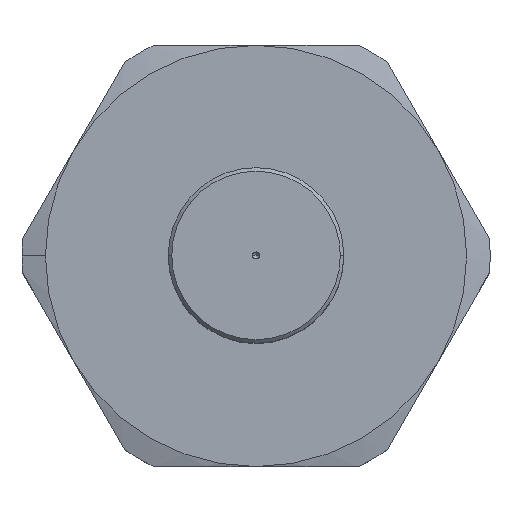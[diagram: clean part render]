
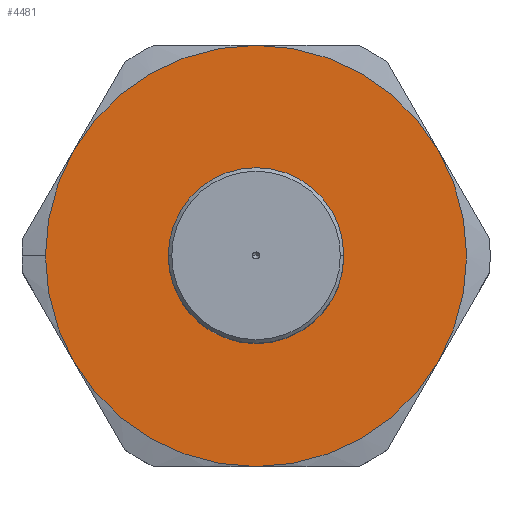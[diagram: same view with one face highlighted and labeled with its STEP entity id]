
A CAD part, top view. The second image highlights one B-rep face of the part: STEP entity #4481.
In plain terms, the highlighted planar face has unit normal (0, 0, 1).
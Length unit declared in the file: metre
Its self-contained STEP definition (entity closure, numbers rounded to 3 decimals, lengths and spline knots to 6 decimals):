
#102 = DIRECTION ( 'NONE',  ( -1., 0., 0. ) ) ;
#428 = PLANE ( 'NONE',  #11526 ) ;
#855 = ORIENTED_EDGE ( 'NONE', *, *, #10569, .F. ) ;
#866 = AXIS2_PLACEMENT_3D ( 'NONE', #3320, #10454, #4343 ) ;
#1073 = AXIS2_PLACEMENT_3D ( 'NONE', #4359, #11492, #5384 ) ;
#1251 = CARTESIAN_POINT ( 'NONE',  ( 0.0036, 0., -0.012 ) ) ;
#1332 = VERTEX_POINT ( 'NONE', #7253 ) ;
#1438 = DIRECTION ( 'NONE',  ( 1., 0., 0. ) ) ;
#1544 = ORIENTED_EDGE ( 'NONE', *, *, #1790, .T. ) ;
#1790 = EDGE_CURVE ( 'NONE', #9397, #2719, #6395, .T. ) ;
#1940 = ORIENTED_EDGE ( 'NONE', *, *, #11937, .F. ) ;
#2061 = VERTEX_POINT ( 'NONE', #11202 ) ;
#2360 = DIRECTION ( 'NONE',  ( 0., 0., -1. ) ) ;
#2719 = VERTEX_POINT ( 'NONE', #1251 ) ;
#2843 = CIRCLE ( 'NONE', #1073, 0.009 ) ;
#2885 = CARTESIAN_POINT ( 'NONE',  ( 0.007794, 0.0045, -0.012 ) ) ;
#3291 = DIRECTION ( 'NONE',  ( 0., 0., -1. ) ) ;
#3303 = CARTESIAN_POINT ( 'NONE',  ( 0., 0.009, -0.012 ) ) ;
#3320 = CARTESIAN_POINT ( 'NONE',  ( 0., 0., -0.012 ) ) ;
#3467 = CIRCLE ( 'NONE', #10737, 0.009 ) ;
#3850 = AXIS2_PLACEMENT_3D ( 'NONE', #4913, #12031, #5953 ) ;
#4060 = AXIS2_PLACEMENT_3D ( 'NONE', #5072, #12182, #6105 ) ;
#4253 = CIRCLE ( 'NONE', #3850, 0.009 ) ;
#4343 = DIRECTION ( 'NONE',  ( -1., 0., 0. ) ) ;
#4359 = CARTESIAN_POINT ( 'NONE',  ( 0., 0., -0.012 ) ) ;
#4481 = ADVANCED_FACE ( 'NONE', ( #12230, #7478 ), #428, .T. ) ;
#4686 = DIRECTION ( 'NONE',  ( 0., 0., -1. ) ) ;
#4738 = CIRCLE ( 'NONE', #4060, 0.009 ) ;
#4913 = CARTESIAN_POINT ( 'NONE',  ( 0., 0., -0.012 ) ) ;
#4942 = ORIENTED_EDGE ( 'NONE', *, *, #10421, .F. ) ;
#5072 = CARTESIAN_POINT ( 'NONE',  ( 0., 0., -0.012 ) ) ;
#5170 = ORIENTED_EDGE ( 'NONE', *, *, #6103, .T. ) ;
#5384 = DIRECTION ( 'NONE',  ( -1., 0., 0. ) ) ;
#5514 = CARTESIAN_POINT ( 'NONE',  ( 0., 0., -0.012 ) ) ;
#5891 = EDGE_CURVE ( 'NONE', #1332, #6203, #4253, .T. ) ;
#5917 = ORIENTED_EDGE ( 'NONE', *, *, #5891, .F. ) ;
#5953 = DIRECTION ( 'NONE',  ( -1., 0., 0. ) ) ;
#6059 = CIRCLE ( 'NONE', #12393, 0.009 ) ;
#6103 = EDGE_CURVE ( 'NONE', #2719, #9397, #10136, .T. ) ;
#6105 = DIRECTION ( 'NONE',  ( -1., 0., 0. ) ) ;
#6195 = DIRECTION ( 'NONE',  ( 0., 0., -1. ) ) ;
#6203 = VERTEX_POINT ( 'NONE', #9590 ) ;
#6367 = VERTEX_POINT ( 'NONE', #13181 ) ;
#6395 = CIRCLE ( 'NONE', #6508, 0.0036 ) ;
#6508 = AXIS2_PLACEMENT_3D ( 'NONE', #5514, #12615, #6521 ) ;
#6521 = DIRECTION ( 'NONE',  ( -1., 0., 0. ) ) ;
#7024 = EDGE_LOOP ( 'NONE', ( #5170, #1544 ) ) ;
#7253 = CARTESIAN_POINT ( 'NONE',  ( 0., -0.009, -0.012 ) ) ;
#7478 = FACE_OUTER_BOUND ( 'NONE', #8843, .T. ) ;
#7556 = DIRECTION ( 'NONE',  ( 0., 0., 1. ) ) ;
#7959 = EDGE_CURVE ( 'NONE', #6203, #2061, #11219, .T. ) ;
#8386 = CARTESIAN_POINT ( 'NONE',  ( -0.0036, 0., -0.012 ) ) ;
#8484 = CARTESIAN_POINT ( 'NONE',  ( 0., 0., -0.012 ) ) ;
#8660 = AXIS2_PLACEMENT_3D ( 'NONE', #9371, #3291, #10424 ) ;
#8843 = EDGE_LOOP ( 'NONE', ( #10690, #1940, #9341, #5917, #9145, #4942, #855 ) ) ;
#9054 = EDGE_CURVE ( 'NONE', #12667, #1332, #6059, .T. ) ;
#9145 = ORIENTED_EDGE ( 'NONE', *, *, #9054, .F. ) ;
#9341 = ORIENTED_EDGE ( 'NONE', *, *, #7959, .F. ) ;
#9371 = CARTESIAN_POINT ( 'NONE',  ( 0., 0., -0.012 ) ) ;
#9397 = VERTEX_POINT ( 'NONE', #8386 ) ;
#9486 = DIRECTION ( 'NONE',  ( -1., 0., 0. ) ) ;
#9590 = CARTESIAN_POINT ( 'NONE',  ( -0.007794, -0.0045, -0.012 ) ) ;
#10136 = CIRCLE ( 'NONE', #866, 0.0036 ) ;
#10421 = EDGE_CURVE ( 'NONE', #10886, #12667, #4738, .T. ) ;
#10424 = DIRECTION ( 'NONE',  ( -1., 0., 0. ) ) ;
#10454 = DIRECTION ( 'NONE',  ( 0., 0., -1. ) ) ;
#10465 = CIRCLE ( 'NONE', #11083, 0.009 ) ;
#10569 = EDGE_CURVE ( 'NONE', #13063, #10886, #2843, .T. ) ;
#10690 = ORIENTED_EDGE ( 'NONE', *, *, #12924, .F. ) ;
#10737 = AXIS2_PLACEMENT_3D ( 'NONE', #8484, #2360, #9486 ) ;
#10794 = CARTESIAN_POINT ( 'NONE',  ( 0., 0., -0.012 ) ) ;
#10886 = VERTEX_POINT ( 'NONE', #2885 ) ;
#11083 = AXIS2_PLACEMENT_3D ( 'NONE', #12278, #6195, #102 ) ;
#11202 = CARTESIAN_POINT ( 'NONE',  ( -0.009, 0., -0.012 ) ) ;
#11219 = CIRCLE ( 'NONE', #8660, 0.009 ) ;
#11492 = DIRECTION ( 'NONE',  ( 0., 0., -1. ) ) ;
#11526 = AXIS2_PLACEMENT_3D ( 'NONE', #11563, #7556, #1438 ) ;
#11563 = CARTESIAN_POINT ( 'NONE',  ( 0., 0.009, -0.012 ) ) ;
#11760 = CARTESIAN_POINT ( 'NONE',  ( 0.007794, -0.0045, -0.012 ) ) ;
#11810 = DIRECTION ( 'NONE',  ( -1., 0., 0. ) ) ;
#11937 = EDGE_CURVE ( 'NONE', #2061, #6367, #3467, .T. ) ;
#12031 = DIRECTION ( 'NONE',  ( 0., 0., -1. ) ) ;
#12182 = DIRECTION ( 'NONE',  ( 0., 0., -1. ) ) ;
#12230 = FACE_BOUND ( 'NONE', #7024, .T. ) ;
#12278 = CARTESIAN_POINT ( 'NONE',  ( 0., 0., -0.012 ) ) ;
#12393 = AXIS2_PLACEMENT_3D ( 'NONE', #10794, #4686, #11810 ) ;
#12615 = DIRECTION ( 'NONE',  ( 0., 0., -1. ) ) ;
#12667 = VERTEX_POINT ( 'NONE', #11760 ) ;
#12924 = EDGE_CURVE ( 'NONE', #6367, #13063, #10465, .T. ) ;
#13063 = VERTEX_POINT ( 'NONE', #3303 ) ;
#13181 = CARTESIAN_POINT ( 'NONE',  ( -0.007794, 0.0045, -0.012 ) ) ;
